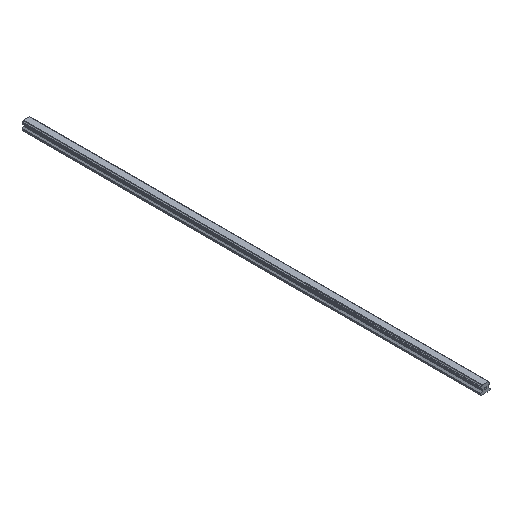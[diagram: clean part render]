
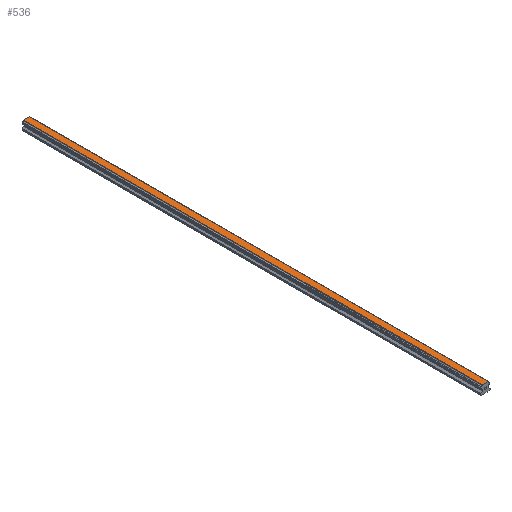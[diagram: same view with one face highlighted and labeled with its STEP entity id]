
A CAD part, isometric view. The second image highlights one B-rep face of the part: STEP entity #536.
In plain terms, the highlighted planar face has unit normal (0, 0, 1).
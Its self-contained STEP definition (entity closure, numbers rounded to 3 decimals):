
#536=ADVANCED_FACE('',(#1112),#1113,.T.);
#1112=FACE_OUTER_BOUND('',#1703,.T.);
#1113=PLANE('',#1704);
#1703=EDGE_LOOP('',(#3270,#3271,#3272,#3273));
#1704=AXIS2_PLACEMENT_3D('',#3274,#3275,#3276);
#3270=ORIENTED_EDGE('',*,*,#3931,.T.);
#3271=ORIENTED_EDGE('',*,*,#4080,.F.);
#3272=ORIENTED_EDGE('',*,*,#3795,.T.);
#3273=ORIENTED_EDGE('',*,*,#4078,.T.);
#3274=CARTESIAN_POINT('',(0.,1390.0,26.));
#3275=DIRECTION('',(0.0,0.0,1.0));
#3276=DIRECTION('',(-1.0,0.0,0.0));
#3795=EDGE_CURVE('',#4647,#4645,#4648,.T.);
#3931=EDGE_CURVE('',#4874,#4872,#4875,.T.);
#4078=EDGE_CURVE('',#4645,#4874,#5045,.T.);
#4080=EDGE_CURVE('',#4647,#4872,#5047,.T.);
#4645=VERTEX_POINT('',#5812);
#4647=VERTEX_POINT('',#5815);
#4648=LINE('',#5816,#5817);
#4872=VERTEX_POINT('',#6129);
#4874=VERTEX_POINT('',#6132);
#4875=LINE('',#6133,#6134);
#5045=LINE('',#6342,#6343);
#5047=LINE('',#6345,#6346);
#5812=CARTESIAN_POINT('',(-9.342,1390.0,26.));
#5815=CARTESIAN_POINT('',(9.342,1390.0,26.));
#5816=CARTESIAN_POINT('',(9.342,1390.0,26.));
#5817=VECTOR('',#6760,1.0);
#6129=CARTESIAN_POINT('',(9.342,0.0,26.));
#6132=CARTESIAN_POINT('',(-9.342,0.0,26.));
#6133=CARTESIAN_POINT('',(9.342,0.0,26.));
#6134=VECTOR('',#6916,1.0);
#6342=CARTESIAN_POINT('',(-9.342,1390.0,26.));
#6343=VECTOR('',#7096,1.0);
#6345=CARTESIAN_POINT('',(9.342,1390.0,26.));
#6346=VECTOR('',#7097,1.0);
#6760=DIRECTION('',(-1.0,0.0,0.0));
#6916=DIRECTION('',(1.0,0.0,0.0));
#7096=DIRECTION('',(0.0,-1.0,0.0));
#7097=DIRECTION('',(0.0,-1.0,0.0));
